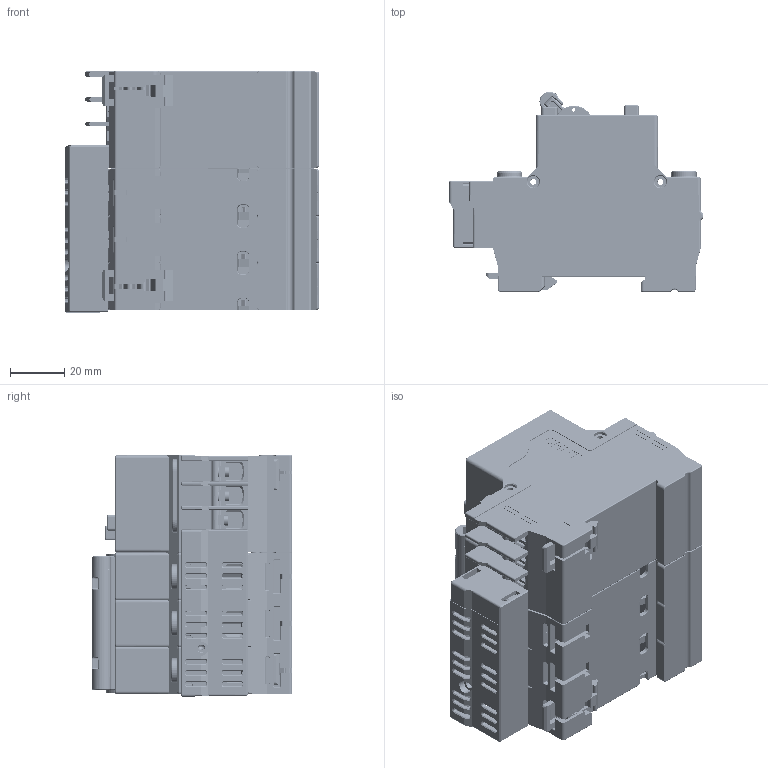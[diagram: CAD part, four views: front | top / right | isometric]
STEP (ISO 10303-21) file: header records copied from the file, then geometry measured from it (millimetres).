
FILE_DESCRIPTION((''),'2;1');
FILE_NAME('6ZTD_229_227_ASM','2024-05-24T13:23:14',('gxyu'),(''),'CREO PARAMETRIC BY PTC INC, 2020044','CREO PARAMETRIC BY PTC INC, 2020044','');
FILE_SCHEMA(('CONFIG_CONTROL_DESIGN','SHAPE_APPEARANCE_LAYERS_GROUPS'));
Products named in the file (46): 8022L1621; 8051L1628; 8315L1654; 8051L1627; 8ZTD_904_125_1; 8ZTD_907_040; 8ZTD574029; 5ZTD_574_072_AF0_ASM; 5ZTD_574_072_AF1_ASM; 5ZTD_574_072_AF2_ASM; 8ZTD_253_651; 8441L1604; 8ZTD_282_119; 8ZTD_282_120; 8235L1606; 8ZTD_615_349; 8ZTD_282_752; 5ZTD_643_181_ASM; 5ZTD_514_028_ASM; 5ZTD_557_258_ASM; 5ZTD_557_256_ASM; 5ZTD_557_257_ASM; 5ZTD_285_013_ASM; 5ZTD_599_806_ASM; 5ZTD_526_056_2_ASM; 5ZTD_526_057_2_ASM; 5ZTD_519_871_ASM; 8ZTD022589; 8ZTD3151126; 8ZTD2881241; 8ZTD253640; 8ZTD259177; 8ZTD232204; 8ZTD_574_409; 8ZTD_907_035; 5ZTD_574_308_ASM; 8ZT233362; 8ZTD_231_476; 8ZTD964160_3; 8ZTD_135_001 ...
Assembly tree (80 placements, depth 4):
  6ZTD_229_227_ASM
    8022L1621
    8051L1628
    8315L1654
    8051L1627
    8ZTD_904_125_1  x3
    5ZTD_574_072_AF0_ASM
      8ZTD_907_040
      8ZTD574029
    5ZTD_574_072_AF1_ASM
      8ZTD_907_040
      8ZTD574029
    5ZTD_574_072_AF2_ASM
      8ZTD_907_040
      8ZTD574029
    8ZTD_253_651
    8441L1604
    8ZTD_282_119
    8ZTD_282_120
    8235L1606
    8ZTD_615_349
    8ZTD_282_752
    5ZTD_519_871_ASM
      5ZTD_643_181_ASM
      5ZTD_557_258_ASM
        5ZTD_514_028_ASM
      5ZTD_557_256_ASM
      5ZTD_557_257_ASM
      5ZTD_285_013_ASM
      5ZTD_599_806_ASM
      5ZTD_526_057_2_ASM
        5ZTD_526_056_2_ASM
    6ZTD_225_194_ASM
      8ZTD022589  x3
      8ZTD3151126  x3
      8ZTD2881241  x3
      8ZTD253640  x3
      8ZTD259177
      8ZTD232204  x2
      5ZTD_574_308_ASM  x6
        8ZTD_574_409
        8ZTD_907_035
      8ZT233362  x2
      8ZTD_231_476  x2
      8ZTD964160_3  x3
      5ZTD_740_245_1-2_ASM  x3
        8ZTD_135_001
        8ZTD7421675_2
    8ZTD_810_022
    8ZTD271290  x2
Bounding box: 94.19 x 74.03 x 89.4 mm (x, y, z)
Volume: 246748.3 mm3; surface area: 211555.9 mm2
Topology: 90 solids, 102 shells, 12905 faces, 35280 edges, 22683 vertices
Faces by surface type: plane 7771, cylinder 3495, cone 672, torus 371, extrusion 262, bspline 256, sphere 78
Entity records: 239742 total; most frequent: CARTESIAN_POINT 55258, ORIENTED_EDGE 30470, DIRECTION 28919, EDGE_CURVE 15239, VECTOR 11033, LINE 10921, PRESENTATION_STYLE_ASSIGNMENT 10637, STYLED_ITEM 10603
